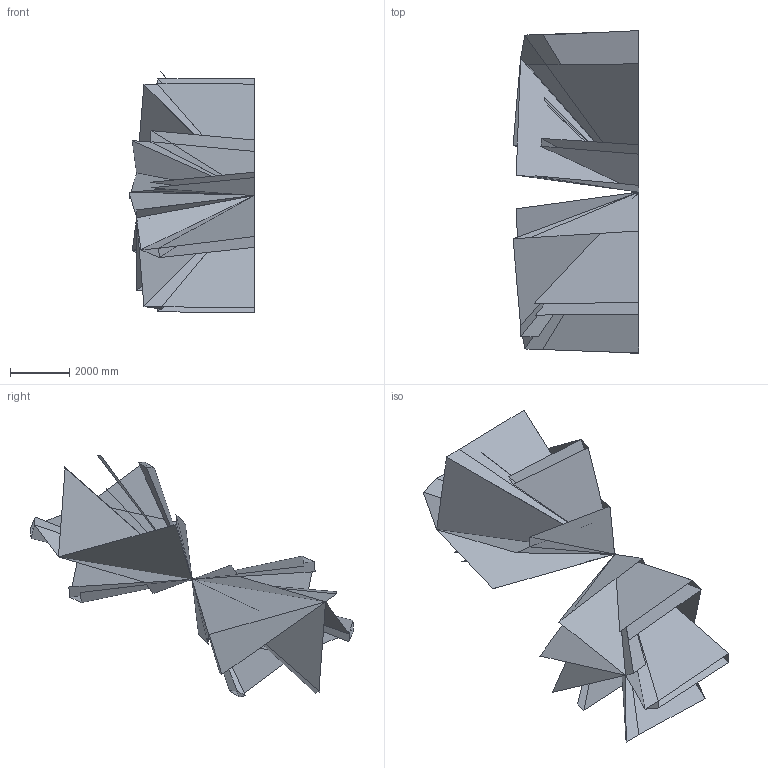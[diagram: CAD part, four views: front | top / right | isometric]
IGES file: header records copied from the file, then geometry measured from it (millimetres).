
Start section: C
Global section: file name: M179-00.igs; native system: By Siemens PLM Incorporated; preprocessor: XPlus GENERIC/IGES 26.1.183; author: Author; organization: Title; date: 20251013.174421; units: millimetre
Bounding box: 4241.31 x 10865.33 x 8133.04 mm (x, y, z)
Volume: 25829.8 mm3; surface area: 24083.5 mm2
Topology: 4 solids, 8 shells, 1102 faces, 2999 edges, 1924 vertices
Faces by surface type: bspline 1102
